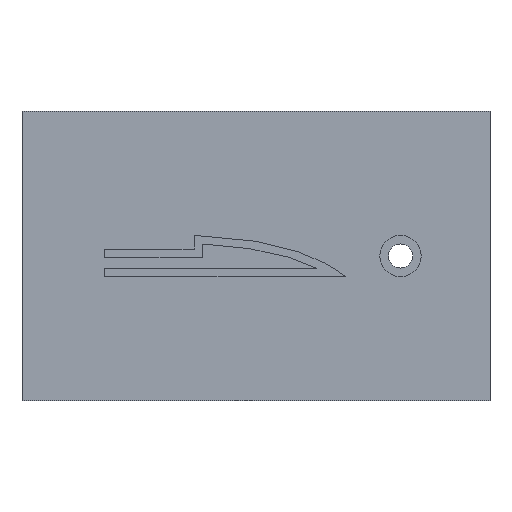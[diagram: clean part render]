
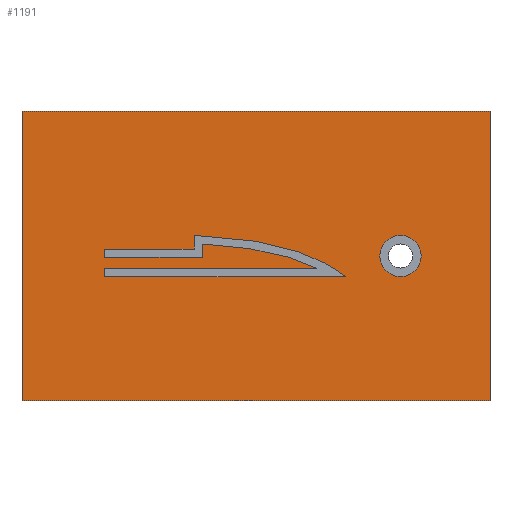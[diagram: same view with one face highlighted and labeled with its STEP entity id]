
A CAD part, front view. The second image highlights one B-rep face of the part: STEP entity #1191.
In plain terms, the highlighted planar face has unit normal (0, -1, 0).
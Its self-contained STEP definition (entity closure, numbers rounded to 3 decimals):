
#23=B_SPLINE_CURVE_WITH_KNOTS('',3,(#1863,#1864,#1865,#1866,#1867,#1868,
#1869),.UNSPECIFIED.,.F.,.F.,(4,3,4),(0.225,0.57,
0.956),.UNSPECIFIED.);
#30=(
BOUNDED_CURVE()
B_SPLINE_CURVE(5,(#1786,#1787,#1788,#1789,#1790,#1791,#1792,#1793,#1794,
#1795,#1796,#1797,#1798,#1799,#1800),.UNSPECIFIED.,.F.,.F.)
B_SPLINE_CURVE_WITH_KNOTS((6,1,1,1,1,1,1,1,1,1,6),(-1.,-0.9,-0.8,-0.7,-0.6,
-0.5,-0.4,-0.3,-0.2,-0.1,0.),.UNSPECIFIED.)
CURVE()
GEOMETRIC_REPRESENTATION_ITEM()
RATIONAL_B_SPLINE_CURVE((1.,1.,1.,1.,1.,1.,1.,1.,1.,1.,1.,1.,1.,1.,1.))
REPRESENTATION_ITEM('')
);
#60=FACE_BOUND('',#248,.T.);
#61=FACE_BOUND('',#249,.T.);
#93=PLANE('',#1334);
#167=FACE_OUTER_BOUND('',#247,.T.);
#247=EDGE_LOOP('',(#1076,#1077,#1078,#1079));
#248=EDGE_LOOP('',(#1080));
#249=EDGE_LOOP('',(#1081,#1082,#1083,#1084,#1085,#1086,#1087,#1088,#1089,
#1090));
#260=LINE('',#1749,#361);
#265=LINE('',#1820,#366);
#268=LINE('',#1826,#369);
#271=LINE('',#1832,#372);
#274=LINE('',#1838,#375);
#277=LINE('',#1844,#378);
#281=LINE('',#1881,#382);
#284=LINE('',#1886,#385);
#343=LINE('',#2201,#444);
#346=LINE('',#2206,#447);
#348=LINE('',#2210,#449);
#350=LINE('',#2213,#451);
#361=VECTOR('',#1387,10.);
#366=VECTOR('',#1394,10.);
#369=VECTOR('',#1399,10.);
#372=VECTOR('',#1404,10.);
#375=VECTOR('',#1409,10.);
#378=VECTOR('',#1414,10.);
#382=VECTOR('',#1420,10.);
#385=VECTOR('',#1425,10.);
#444=VECTOR('',#1680,10.);
#447=VECTOR('',#1685,10.);
#449=VECTOR('',#1689,10.);
#451=VECTOR('',#1693,10.);
#452=CIRCLE('',#1207,3.);
#493=VERTEX_POINT('',#1698);
#513=VERTEX_POINT('',#1747);
#514=VERTEX_POINT('',#1748);
#517=VERTEX_POINT('',#1785);
#519=VERTEX_POINT('',#1819);
#521=VERTEX_POINT('',#1825);
#523=VERTEX_POINT('',#1831);
#525=VERTEX_POINT('',#1837);
#527=VERTEX_POINT('',#1843);
#529=VERTEX_POINT('',#1862);
#531=VERTEX_POINT('',#1880);
#589=VERTEX_POINT('',#2199);
#590=VERTEX_POINT('',#2200);
#591=VERTEX_POINT('',#2205);
#592=VERTEX_POINT('',#2209);
#593=EDGE_CURVE('',#493,#493,#452,.T.);
#616=EDGE_CURVE('',#513,#514,#260,.T.);
#620=EDGE_CURVE('',#517,#513,#30,.T.);
#623=EDGE_CURVE('',#519,#517,#265,.T.);
#626=EDGE_CURVE('',#521,#519,#268,.T.);
#629=EDGE_CURVE('',#523,#521,#271,.T.);
#632=EDGE_CURVE('',#525,#523,#274,.T.);
#635=EDGE_CURVE('',#527,#525,#277,.T.);
#638=EDGE_CURVE('',#529,#527,#23,.T.);
#641=EDGE_CURVE('',#531,#529,#281,.T.);
#644=EDGE_CURVE('',#514,#531,#284,.T.);
#751=EDGE_CURVE('',#589,#590,#343,.T.);
#754=EDGE_CURVE('',#591,#589,#346,.T.);
#756=EDGE_CURVE('',#592,#591,#348,.T.);
#758=EDGE_CURVE('',#590,#592,#350,.T.);
#1076=ORIENTED_EDGE('',*,*,#758,.F.);
#1077=ORIENTED_EDGE('',*,*,#751,.F.);
#1078=ORIENTED_EDGE('',*,*,#754,.F.);
#1079=ORIENTED_EDGE('',*,*,#756,.F.);
#1080=ORIENTED_EDGE('',*,*,#593,.T.);
#1081=ORIENTED_EDGE('',*,*,#616,.T.);
#1082=ORIENTED_EDGE('',*,*,#644,.T.);
#1083=ORIENTED_EDGE('',*,*,#641,.T.);
#1084=ORIENTED_EDGE('',*,*,#638,.T.);
#1085=ORIENTED_EDGE('',*,*,#635,.T.);
#1086=ORIENTED_EDGE('',*,*,#632,.T.);
#1087=ORIENTED_EDGE('',*,*,#629,.T.);
#1088=ORIENTED_EDGE('',*,*,#626,.T.);
#1089=ORIENTED_EDGE('',*,*,#623,.T.);
#1090=ORIENTED_EDGE('',*,*,#620,.T.);
#1191=ADVANCED_FACE('',(#167,#60,#61),#93,.F.);
#1207=AXIS2_PLACEMENT_3D('',#1699,#1339,#1340);
#1334=AXIS2_PLACEMENT_3D('',#2214,#1694,#1695);
#1339=DIRECTION('center_axis',(0.,1.,0.));
#1340=DIRECTION('ref_axis',(1.,0.,0.));
#1387=DIRECTION('',(-1.,0.,0.));
#1394=DIRECTION('',(0.,0.,1.));
#1399=DIRECTION('',(1.,0.,0.));
#1404=DIRECTION('',(0.,0.,1.));
#1409=DIRECTION('',(-1.,0.,0.));
#1414=DIRECTION('',(0.,0.,-1.));
#1420=DIRECTION('',(1.,0.,0.));
#1425=DIRECTION('',(0.,0.,1.));
#1680=DIRECTION('',(-1.,0.,0.));
#1685=DIRECTION('',(0.,0.,-1.));
#1689=DIRECTION('',(1.,0.,0.));
#1693=DIRECTION('',(0.,0.,1.));
#1694=DIRECTION('center_axis',(0.,1.,0.));
#1695=DIRECTION('ref_axis',(1.,0.,0.));
#1698=CARTESIAN_POINT('',(18.,0.,0.));
#1699=CARTESIAN_POINT('Origin',(21.,0.,0.));
#1747=CARTESIAN_POINT('',(13.,0.,-3.));
#1748=CARTESIAN_POINT('',(-22.,0.,-3.));
#1749=CARTESIAN_POINT('',(6.5,0.,-3.));
#1785=CARTESIAN_POINT('',(-9.,0.,3.));
#1786=CARTESIAN_POINT('Ctrl Pts',(-9.,0.,3.));
#1787=CARTESIAN_POINT('Ctrl Pts',(-8.423,0.,2.977));
#1788=CARTESIAN_POINT('Ctrl Pts',(-7.28,0.,2.923));
#1789=CARTESIAN_POINT('Ctrl Pts',(-5.6,0.,2.817));
#1790=CARTESIAN_POINT('Ctrl Pts',(-3.429,0.,2.627));
#1791=CARTESIAN_POINT('Ctrl Pts',(-0.84,0.,2.301));
#1792=CARTESIAN_POINT('Ctrl Pts',(1.611,0.,1.879));
#1793=CARTESIAN_POINT('Ctrl Pts',(3.911,0.,1.35));
#1794=CARTESIAN_POINT('Ctrl Pts',(6.047,0.,0.705));
#1795=CARTESIAN_POINT('Ctrl Pts',(8.018,0.,-0.057));
#1796=CARTESIAN_POINT('Ctrl Pts',(9.833,0.,-0.929));
#1797=CARTESIAN_POINT('Ctrl Pts',(11.168,0.,-1.709));
#1798=CARTESIAN_POINT('Ctrl Pts',(12.108,0.,-2.338));
#1799=CARTESIAN_POINT('Ctrl Pts',(12.707,0.,-2.776));
#1800=CARTESIAN_POINT('Ctrl Pts',(13.,0.,-3.));
#1819=CARTESIAN_POINT('',(-9.,0.,1.));
#1820=CARTESIAN_POINT('',(-9.,0.,0.5));
#1825=CARTESIAN_POINT('',(-22.,0.,1.));
#1826=CARTESIAN_POINT('',(-11.,0.,1.));
#1831=CARTESIAN_POINT('',(-22.,0.,-0.2));
#1832=CARTESIAN_POINT('',(-22.,0.,-0.1));
#1837=CARTESIAN_POINT('',(-7.8,0.,-0.2));
#1838=CARTESIAN_POINT('',(-3.9,0.,-0.2));
#1843=CARTESIAN_POINT('',(-7.8,0.,1.743));
#1844=CARTESIAN_POINT('',(-7.8,0.,0.871));
#1862=CARTESIAN_POINT('',(8.818,0.,-1.8));
#1863=CARTESIAN_POINT('Ctrl Pts',(8.818,0.,-1.8));
#1864=CARTESIAN_POINT('Ctrl Pts',(6.867,0.,-0.816));
#1865=CARTESIAN_POINT('Ctrl Pts',(4.618,0.,-0.035));
#1866=CARTESIAN_POINT('Ctrl Pts',(2.015,0.,0.534));
#1867=CARTESIAN_POINT('Ctrl Pts',(-0.889,0.,1.168));
#1868=CARTESIAN_POINT('Ctrl Pts',(-4.201,0.,1.551));
#1869=CARTESIAN_POINT('Ctrl Pts',(-7.8,0.,1.743));
#1880=CARTESIAN_POINT('',(-22.,0.,-1.8));
#1881=CARTESIAN_POINT('',(-11.,0.,-1.8));
#1886=CARTESIAN_POINT('',(-22.,0.,-1.5));
#2199=CARTESIAN_POINT('',(34.,0.,-21.));
#2200=CARTESIAN_POINT('',(-34.,0.,-21.));
#2201=CARTESIAN_POINT('',(34.,0.,-21.));
#2205=CARTESIAN_POINT('',(34.,0.,21.));
#2206=CARTESIAN_POINT('',(34.,0.,21.));
#2209=CARTESIAN_POINT('',(-34.,0.,21.));
#2210=CARTESIAN_POINT('',(-34.,0.,21.));
#2213=CARTESIAN_POINT('',(-34.,0.,-21.));
#2214=CARTESIAN_POINT('Origin',(0.,0.,0.));
